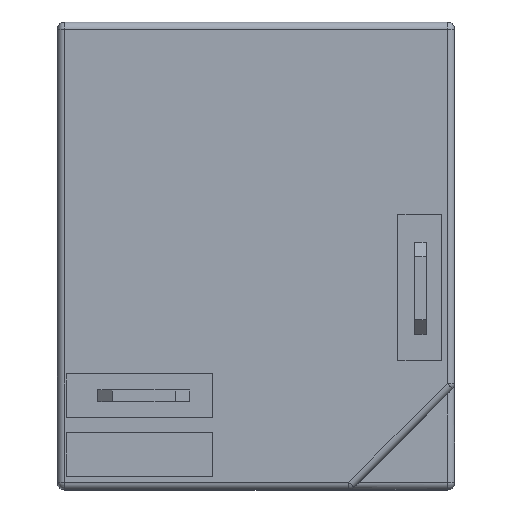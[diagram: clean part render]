
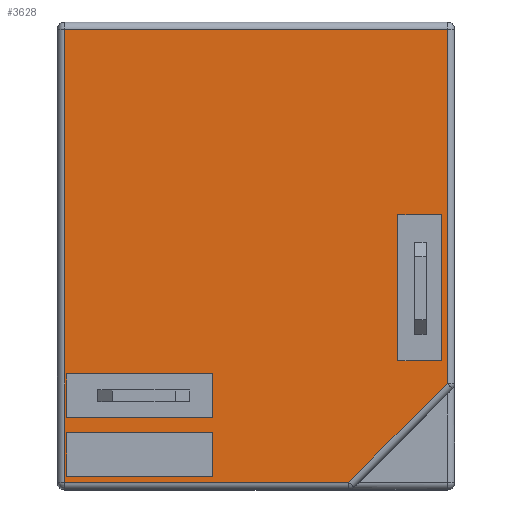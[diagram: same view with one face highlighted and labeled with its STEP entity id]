
A CAD part, top view. The second image highlights one B-rep face of the part: STEP entity #3628.
In plain terms, the highlighted planar face has unit normal (0, 0, 1).
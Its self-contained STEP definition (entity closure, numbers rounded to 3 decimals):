
#57 = DIRECTION ( 'NONE',  ( 0., 0., 1. ) ) ;
#150 = EDGE_CURVE ( 'NONE', #1735, #9733, #12679, .T. ) ;
#562 = VERTEX_POINT ( 'NONE', #13471 ) ;
#682 = DIRECTION ( 'NONE',  ( 0., 1., 0. ) ) ;
#805 = CARTESIAN_POINT ( 'NONE',  ( 13.1, 16., 20.5 ) ) ;
#917 = CARTESIAN_POINT ( 'NONE',  ( 0., -15.107, 20.5 ) ) ;
#961 = CARTESIAN_POINT ( 'NONE',  ( -12.951, -12.107, 20.5 ) ) ;
#1085 = VERTEX_POINT ( 'NONE', #9604 ) ;
#1129 = ORIENTED_EDGE ( 'NONE', *, *, #9702, .F. ) ;
#1294 = PLANE ( 'NONE',  #2404 ) ;
#1359 = CARTESIAN_POINT ( 'NONE',  ( -13.1, 15.5, 20.5 ) ) ;
#1412 = VERTEX_POINT ( 'NONE', #1359 ) ;
#1735 = VERTEX_POINT ( 'NONE', #8875 ) ;
#2005 = CARTESIAN_POINT ( 'NONE',  ( -12.951, 0., 20.5 ) ) ;
#2028 = VECTOR ( 'NONE', #15931, 1000. ) ;
#2104 = VECTOR ( 'NONE', #9725, 1000. ) ;
#2177 = LINE ( 'NONE', #2005, #14757 ) ;
#2255 = CARTESIAN_POINT ( 'NONE',  ( -12.951, 0., 20.5 ) ) ;
#2360 = LINE ( 'NONE', #3184, #7016 ) ;
#2404 = AXIS2_PLACEMENT_3D ( 'NONE', #12035, #57, #2955 ) ;
#2414 = VERTEX_POINT ( 'NONE', #16727 ) ;
#2613 = VECTOR ( 'NONE', #3704, 1000. ) ;
#2666 = ORIENTED_EDGE ( 'NONE', *, *, #9281, .F. ) ;
#2739 = VERTEX_POINT ( 'NONE', #3061 ) ;
#2787 = LINE ( 'NONE', #5356, #2028 ) ;
#2803 = CARTESIAN_POINT ( 'NONE',  ( -2.951, 0., 20.5 ) ) ;
#2817 = CARTESIAN_POINT ( 'NONE',  ( 9.712, -7.192, 20.5 ) ) ;
#2942 = VERTEX_POINT ( 'NONE', #4605 ) ;
#2955 = DIRECTION ( 'NONE',  ( 1., 0., 0. ) ) ;
#2983 = EDGE_CURVE ( 'NONE', #2739, #14553, #12685, .T. ) ;
#3061 = CARTESIAN_POINT ( 'NONE',  ( 13.1, -8.746, 20.5 ) ) ;
#3095 = DIRECTION ( 'NONE',  ( 0., -1., 0. ) ) ;
#3184 = CARTESIAN_POINT ( 'NONE',  ( 0., -12.107, 20.5 ) ) ;
#3192 = LINE ( 'NONE', #15372, #17081 ) ;
#3359 = EDGE_CURVE ( 'NONE', #2414, #562, #14753, .T. ) ;
#3413 = EDGE_CURVE ( 'NONE', #6159, #7428, #16299, .T. ) ;
#3628 = ADVANCED_FACE ( 'NONE', ( #10668, #16193, #15929, #13256 ), #1294, .T. ) ;
#3704 = DIRECTION ( 'NONE',  ( 0., -1., 0. ) ) ;
#3863 = ORIENTED_EDGE ( 'NONE', *, *, #3413, .F. ) ;
#3888 = ORIENTED_EDGE ( 'NONE', *, *, #150, .T. ) ;
#4261 = LINE ( 'NONE', #14889, #9677 ) ;
#4605 = CARTESIAN_POINT ( 'NONE',  ( 9.712, 2.808, 20.5 ) ) ;
#5000 = CARTESIAN_POINT ( 'NONE',  ( 0., -11.087, 20.5 ) ) ;
#5218 = VECTOR ( 'NONE', #15243, 1000. ) ;
#5356 = CARTESIAN_POINT ( 'NONE',  ( 0., -8.087, 20.5 ) ) ;
#5419 = CARTESIAN_POINT ( 'NONE',  ( 12.712, -7.192, 20.5 ) ) ;
#5487 = DIRECTION ( 'NONE',  ( 1., 0., 0. ) ) ;
#5591 = ORIENTED_EDGE ( 'NONE', *, *, #2983, .T. ) ;
#5680 = VECTOR ( 'NONE', #11845, 1000. ) ;
#6061 = VERTEX_POINT ( 'NONE', #17195 ) ;
#6159 = VERTEX_POINT ( 'NONE', #2817 ) ;
#6239 = EDGE_CURVE ( 'NONE', #1412, #12906, #11883, .T. ) ;
#6279 = LINE ( 'NONE', #16802, #12620 ) ;
#6369 = DIRECTION ( 'NONE',  ( -1., 0., 0. ) ) ;
#6381 = CARTESIAN_POINT ( 'NONE',  ( -13.1, -16., 20.5 ) ) ;
#6410 = LINE ( 'NONE', #6489, #2613 ) ;
#6446 = VERTEX_POINT ( 'NONE', #11839 ) ;
#6489 = CARTESIAN_POINT ( 'NONE',  ( 9.712, 0., 20.5 ) ) ;
#6638 = ORIENTED_EDGE ( 'NONE', *, *, #11908, .F. ) ;
#6670 = LINE ( 'NONE', #14860, #11560 ) ;
#6791 = ORIENTED_EDGE ( 'NONE', *, *, #6994, .T. ) ;
#6798 = EDGE_CURVE ( 'NONE', #6823, #1735, #2360, .T. ) ;
#6823 = VERTEX_POINT ( 'NONE', #961 ) ;
#6847 = EDGE_CURVE ( 'NONE', #1085, #7428, #11796, .T. ) ;
#6994 = EDGE_CURVE ( 'NONE', #16648, #14360, #16797, .T. ) ;
#7016 = VECTOR ( 'NONE', #14210, 1000. ) ;
#7169 = DIRECTION ( 'NONE',  ( 0., -1., 0. ) ) ;
#7306 = EDGE_CURVE ( 'NONE', #6061, #9733, #11935, .T. ) ;
#7428 = VERTEX_POINT ( 'NONE', #5419 ) ;
#7529 = EDGE_LOOP ( 'NONE', ( #15139, #8037, #15860, #13415, #5591 ) ) ;
#7648 = CARTESIAN_POINT ( 'NONE',  ( -12.951, -11.087, 20.5 ) ) ;
#7897 = ORIENTED_EDGE ( 'NONE', *, *, #6847, .T. ) ;
#8037 = ORIENTED_EDGE ( 'NONE', *, *, #6239, .T. ) ;
#8377 = CARTESIAN_POINT ( 'NONE',  ( 0., -7.192, 20.5 ) ) ;
#8716 = CARTESIAN_POINT ( 'NONE',  ( -13.1, -15.5, 20.5 ) ) ;
#8875 = CARTESIAN_POINT ( 'NONE',  ( -2.951, -12.107, 20.5 ) ) ;
#8993 = VECTOR ( 'NONE', #16744, 1000. ) ;
#9053 = EDGE_CURVE ( 'NONE', #14360, #562, #2787, .T. ) ;
#9281 = EDGE_CURVE ( 'NONE', #2942, #6159, #6410, .T. ) ;
#9604 = CARTESIAN_POINT ( 'NONE',  ( 12.712, 2.808, 20.5 ) ) ;
#9676 = EDGE_CURVE ( 'NONE', #14553, #1412, #6279, .T. ) ;
#9677 = VECTOR ( 'NONE', #9690, 1000. ) ;
#9690 = DIRECTION ( 'NONE',  ( 1., 0., 0. ) ) ;
#9702 = EDGE_CURVE ( 'NONE', #16648, #2414, #14197, .T. ) ;
#9725 = DIRECTION ( 'NONE',  ( 0., 1., 0. ) ) ;
#9733 = VERTEX_POINT ( 'NONE', #14466 ) ;
#10668 = FACE_OUTER_BOUND ( 'NONE', #7529, .T. ) ;
#10883 = ORIENTED_EDGE ( 'NONE', *, *, #9053, .T. ) ;
#10999 = CARTESIAN_POINT ( 'NONE',  ( 13.1, 15.5, 20.5 ) ) ;
#11429 = EDGE_LOOP ( 'NONE', ( #12147, #3888, #12875, #6638 ) ) ;
#11560 = VECTOR ( 'NONE', #5487, 1000. ) ;
#11690 = DIRECTION ( 'NONE',  ( 1., 0., 0. ) ) ;
#11796 = LINE ( 'NONE', #13020, #16194 ) ;
#11801 = CARTESIAN_POINT ( 'NONE',  ( -12.951, -8.087, 20.5 ) ) ;
#11839 = CARTESIAN_POINT ( 'NONE',  ( 6.346, -15.5, 20.5 ) ) ;
#11845 = DIRECTION ( 'NONE',  ( 1., 0., 0. ) ) ;
#11883 = LINE ( 'NONE', #6381, #17175 ) ;
#11908 = EDGE_CURVE ( 'NONE', #6823, #6061, #2177, .T. ) ;
#11935 = LINE ( 'NONE', #917, #5680 ) ;
#12035 = CARTESIAN_POINT ( 'NONE',  ( 0., 0., 20.5 ) ) ;
#12147 = ORIENTED_EDGE ( 'NONE', *, *, #6798, .T. ) ;
#12275 = EDGE_LOOP ( 'NONE', ( #12960, #7897, #3863, #2666 ) ) ;
#12503 = EDGE_LOOP ( 'NONE', ( #1129, #6791, #10883, #13465 ) ) ;
#12620 = VECTOR ( 'NONE', #6369, 1000. ) ;
#12679 = LINE ( 'NONE', #16669, #13511 ) ;
#12685 = LINE ( 'NONE', #805, #8993 ) ;
#12875 = ORIENTED_EDGE ( 'NONE', *, *, #7306, .F. ) ;
#12906 = VERTEX_POINT ( 'NONE', #8716 ) ;
#12960 = ORIENTED_EDGE ( 'NONE', *, *, #13018, .T. ) ;
#13018 = EDGE_CURVE ( 'NONE', #2942, #1085, #4261, .T. ) ;
#13020 = CARTESIAN_POINT ( 'NONE',  ( 12.712, 0., 20.5 ) ) ;
#13256 = FACE_BOUND ( 'NONE', #11429, .T. ) ;
#13415 = ORIENTED_EDGE ( 'NONE', *, *, #14769, .T. ) ;
#13465 = ORIENTED_EDGE ( 'NONE', *, *, #3359, .F. ) ;
#13467 = VECTOR ( 'NONE', #11690, 1000. ) ;
#13471 = CARTESIAN_POINT ( 'NONE',  ( -2.951, -8.087, 20.5 ) ) ;
#13511 = VECTOR ( 'NONE', #3095, 1000. ) ;
#13955 = VECTOR ( 'NONE', #682, 1000. ) ;
#14068 = DIRECTION ( 'NONE',  ( 0.707, 0.707, 0. ) ) ;
#14197 = LINE ( 'NONE', #5000, #13467 ) ;
#14210 = DIRECTION ( 'NONE',  ( 1., 0., 0. ) ) ;
#14360 = VERTEX_POINT ( 'NONE', #11801 ) ;
#14466 = CARTESIAN_POINT ( 'NONE',  ( -2.951, -15.107, 20.5 ) ) ;
#14553 = VERTEX_POINT ( 'NONE', #10999 ) ;
#14753 = LINE ( 'NONE', #2803, #2104 ) ;
#14757 = VECTOR ( 'NONE', #7169, 1000. ) ;
#14769 = EDGE_CURVE ( 'NONE', #6446, #2739, #3192, .T. ) ;
#14860 = CARTESIAN_POINT ( 'NONE',  ( 6.553, -15.5, 20.5 ) ) ;
#14887 = EDGE_CURVE ( 'NONE', #12906, #6446, #6670, .T. ) ;
#14889 = CARTESIAN_POINT ( 'NONE',  ( 0., 2.808, 20.5 ) ) ;
#15139 = ORIENTED_EDGE ( 'NONE', *, *, #9676, .T. ) ;
#15243 = DIRECTION ( 'NONE',  ( 1., 0., 0. ) ) ;
#15372 = CARTESIAN_POINT ( 'NONE',  ( 13.246, -8.599, 20.5 ) ) ;
#15860 = ORIENTED_EDGE ( 'NONE', *, *, #14887, .T. ) ;
#15929 = FACE_BOUND ( 'NONE', #12275, .T. ) ;
#15931 = DIRECTION ( 'NONE',  ( 1., 0., 0. ) ) ;
#16193 = FACE_BOUND ( 'NONE', #12503, .T. ) ;
#16194 = VECTOR ( 'NONE', #17076, 1000. ) ;
#16299 = LINE ( 'NONE', #8377, #5218 ) ;
#16648 = VERTEX_POINT ( 'NONE', #7648 ) ;
#16669 = CARTESIAN_POINT ( 'NONE',  ( -2.951, 0., 20.5 ) ) ;
#16727 = CARTESIAN_POINT ( 'NONE',  ( -2.951, -11.087, 20.5 ) ) ;
#16744 = DIRECTION ( 'NONE',  ( 0., 1., 0. ) ) ;
#16797 = LINE ( 'NONE', #2255, #13955 ) ;
#16802 = CARTESIAN_POINT ( 'NONE',  ( -13.6, 15.5, 20.5 ) ) ;
#16981 = DIRECTION ( 'NONE',  ( 0., -1., 0. ) ) ;
#17076 = DIRECTION ( 'NONE',  ( 0., -1., 0. ) ) ;
#17081 = VECTOR ( 'NONE', #14068, 1000. ) ;
#17175 = VECTOR ( 'NONE', #16981, 1000. ) ;
#17195 = CARTESIAN_POINT ( 'NONE',  ( -12.951, -15.107, 20.5 ) ) ;
